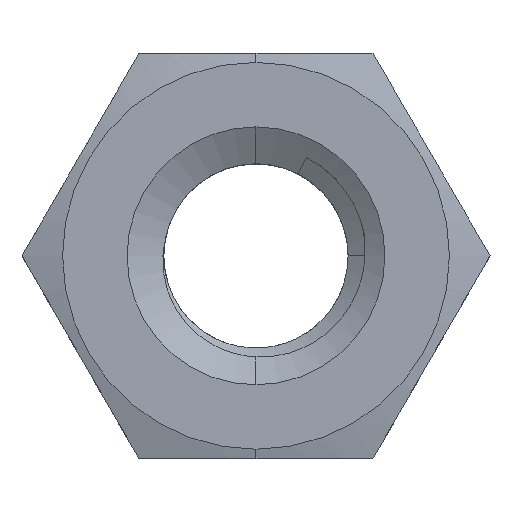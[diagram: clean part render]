
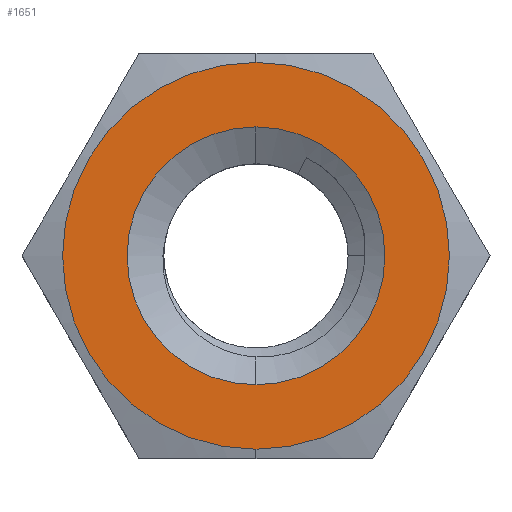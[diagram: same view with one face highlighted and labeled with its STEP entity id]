
A CAD part, top view. The second image highlights one B-rep face of the part: STEP entity #1651.
In plain terms, the highlighted planar face has unit normal (0, 0, 1).
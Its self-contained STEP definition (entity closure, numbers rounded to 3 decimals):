
#77 = DIRECTION ( 'NONE',  ( 0., -1., 0. ) ) ;
#225 = CARTESIAN_POINT ( 'NONE',  ( 0., -2.625, 2.7 ) ) ;
#254 = EDGE_CURVE ( 'NONE', #1827, #540, #1888, .T. ) ;
#325 = CARTESIAN_POINT ( 'NONE',  ( 0., 0., 2.7 ) ) ;
#383 = ORIENTED_EDGE ( 'NONE', *, *, #254, .T. ) ;
#408 = DIRECTION ( 'NONE',  ( 0., 0., 1. ) ) ;
#530 = CARTESIAN_POINT ( 'NONE',  ( 0., 0., 2.7 ) ) ;
#540 = VERTEX_POINT ( 'NONE', #2287 ) ;
#816 = AXIS2_PLACEMENT_3D ( 'NONE', #1213, #408, #1911 ) ;
#861 = DIRECTION ( 'NONE',  ( 0., 0., 1. ) ) ;
#997 = EDGE_CURVE ( 'NONE', #1582, #2189, #2260, .T. ) ;
#1041 = ORIENTED_EDGE ( 'NONE', *, *, #997, .T. ) ;
#1092 = EDGE_LOOP ( 'NONE', ( #1360, #1041 ) ) ;
#1146 = AXIS2_PLACEMENT_3D ( 'NONE', #325, #2731, #2770 ) ;
#1191 = EDGE_CURVE ( 'NONE', #2189, #1582, #1743, .T. ) ;
#1213 = CARTESIAN_POINT ( 'NONE',  ( 0., 0., 2.7 ) ) ;
#1239 = CIRCLE ( 'NONE', #2165, 1.75 ) ;
#1242 = FACE_BOUND ( 'NONE', #2542, .T. ) ;
#1360 = ORIENTED_EDGE ( 'NONE', *, *, #1191, .T. ) ;
#1419 = AXIS2_PLACEMENT_3D ( 'NONE', #1963, #861, #1848 ) ;
#1422 = DIRECTION ( 'NONE',  ( 0., 0., 1. ) ) ;
#1582 = VERTEX_POINT ( 'NONE', #225 ) ;
#1632 = CARTESIAN_POINT ( 'NONE',  ( 0., 0., 2.7 ) ) ;
#1651 = ADVANCED_FACE ( 'NONE', ( #1242, #2320 ), #2538, .T. ) ;
#1743 = CIRCLE ( 'NONE', #2399, 2.625 ) ;
#1827 = VERTEX_POINT ( 'NONE', #2573 ) ;
#1848 = DIRECTION ( 'NONE',  ( 0., 1., 0. ) ) ;
#1888 = CIRCLE ( 'NONE', #1146, 1.75 ) ;
#1911 = DIRECTION ( 'NONE',  ( 1., 0., 0. ) ) ;
#1963 = CARTESIAN_POINT ( 'NONE',  ( 0., 0., 2.7 ) ) ;
#1968 = ORIENTED_EDGE ( 'NONE', *, *, #2489, .T. ) ;
#2165 = AXIS2_PLACEMENT_3D ( 'NONE', #1632, #2273, #77 ) ;
#2189 = VERTEX_POINT ( 'NONE', #2642 ) ;
#2260 = CIRCLE ( 'NONE', #1419, 2.625 ) ;
#2273 = DIRECTION ( 'NONE',  ( 0., 0., -1. ) ) ;
#2287 = CARTESIAN_POINT ( 'NONE',  ( 0., 1.75, 2.7 ) ) ;
#2315 = DIRECTION ( 'NONE',  ( 0., 1., 0. ) ) ;
#2320 = FACE_OUTER_BOUND ( 'NONE', #1092, .T. ) ;
#2399 = AXIS2_PLACEMENT_3D ( 'NONE', #530, #1422, #2315 ) ;
#2489 = EDGE_CURVE ( 'NONE', #540, #1827, #1239, .T. ) ;
#2538 = PLANE ( 'NONE',  #816 ) ;
#2542 = EDGE_LOOP ( 'NONE', ( #383, #1968 ) ) ;
#2573 = CARTESIAN_POINT ( 'NONE',  ( 0., -1.75, 2.7 ) ) ;
#2642 = CARTESIAN_POINT ( 'NONE',  ( 0., 2.625, 2.7 ) ) ;
#2731 = DIRECTION ( 'NONE',  ( 0., 0., -1. ) ) ;
#2770 = DIRECTION ( 'NONE',  ( 0., -1., 0. ) ) ;
